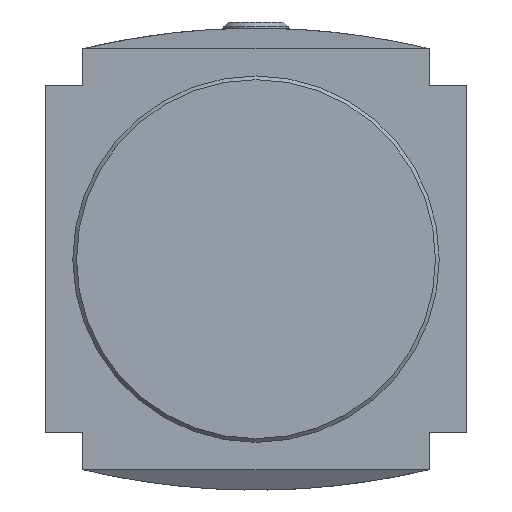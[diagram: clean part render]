
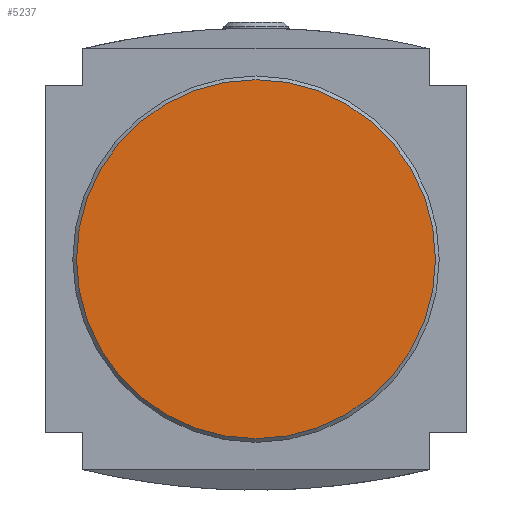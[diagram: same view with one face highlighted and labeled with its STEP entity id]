
A CAD part, front view. The second image highlights one B-rep face of the part: STEP entity #5237.
In plain terms, the highlighted planar face has unit normal (0, -1, 0).
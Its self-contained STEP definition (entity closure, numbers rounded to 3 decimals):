
#1884=ORIENTED_EDGE('',*,*,#2423,.T.);
#2423=EDGE_CURVE('',#2777,#2777,#2885,.T.);
#2777=VERTEX_POINT('',#7674);
#2885=CIRCLE('',#5550,36.25);
#3126=EDGE_LOOP('',(#1884));
#3380=FACE_BOUND('',#3126,.T.);
#3555=PLANE('',#5551);
#5237=ADVANCED_FACE('',(#3380),#3555,.F.);
#5550=AXIS2_PLACEMENT_3D('',#7673,#6562,#6563);
#5551=AXIS2_PLACEMENT_3D('',#7675,#6564,#6565);
#6562=DIRECTION('',(0.,-1.,0.));
#6563=DIRECTION('',(0.,0.,-1.));
#6564=DIRECTION('',(0.,1.,0.));
#6565=DIRECTION('',(0.,0.,1.));
#7673=CARTESIAN_POINT('',(0.,-54.,0.));
#7674=CARTESIAN_POINT('',(0.,-54.,-36.25));
#7675=CARTESIAN_POINT('',(36.25,-54.,0.));
